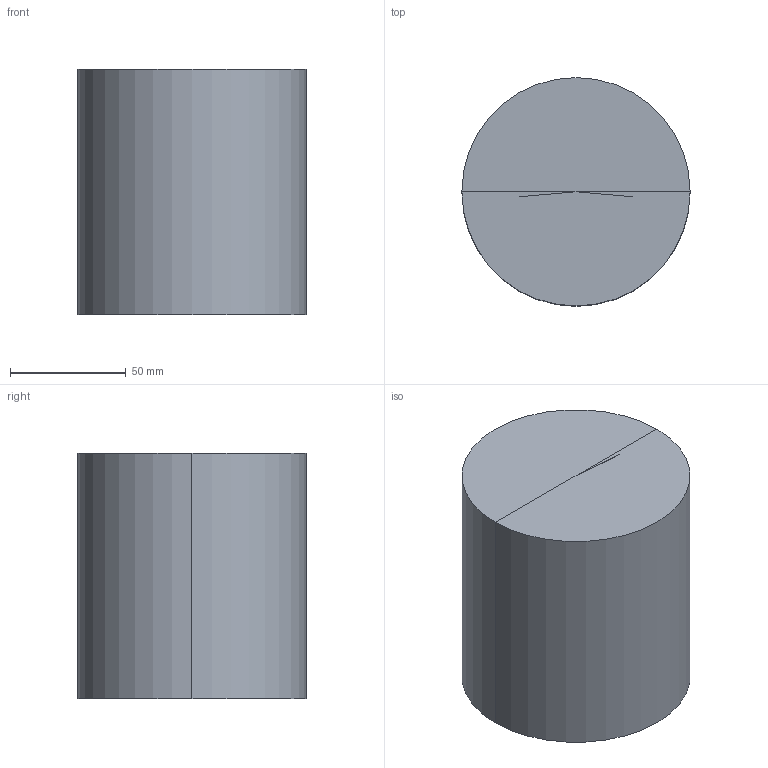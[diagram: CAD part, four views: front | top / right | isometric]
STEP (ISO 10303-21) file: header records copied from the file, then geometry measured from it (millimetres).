
FILE_DESCRIPTION(('Open CASCADE Model'),'2;1');
FILE_NAME('Open CASCADE Shape Model','2022-04-15T16:13:10',('Author'),( 'Open CASCADE'),'Open CASCADE STEP processor 7.4','Open CASCADE 7.4' ,'Unknown');
FILE_SCHEMA(('AUTOMOTIVE_DESIGN { 1 0 10303 214 1 1 1 1 }'));
Length unit declared in the file: millimetre
Products named in the file (1): [Stator_1] Flow domain
Bounding box: 98.6 x 98.6 x 106.12 mm (x, y, z)
Volume: 810264.2 mm3; surface area: 48142 mm2
Topology: 1 solids, 1 shells, 6 faces, 14 edges, 6 vertices
Faces by surface type: revolution 4, cylinder 2
Entity records: 155 total; most frequent: CARTESIAN_POINT 36, ORIENTED_EDGE 20, DIRECTION 19, EDGE_CURVE 10, B_SPLINE_CURVE_WITH_KNOTS 9, AXIS2_PLACEMENT_3D 7, ADVANCED_FACE 6, FACE_BOUND 6
